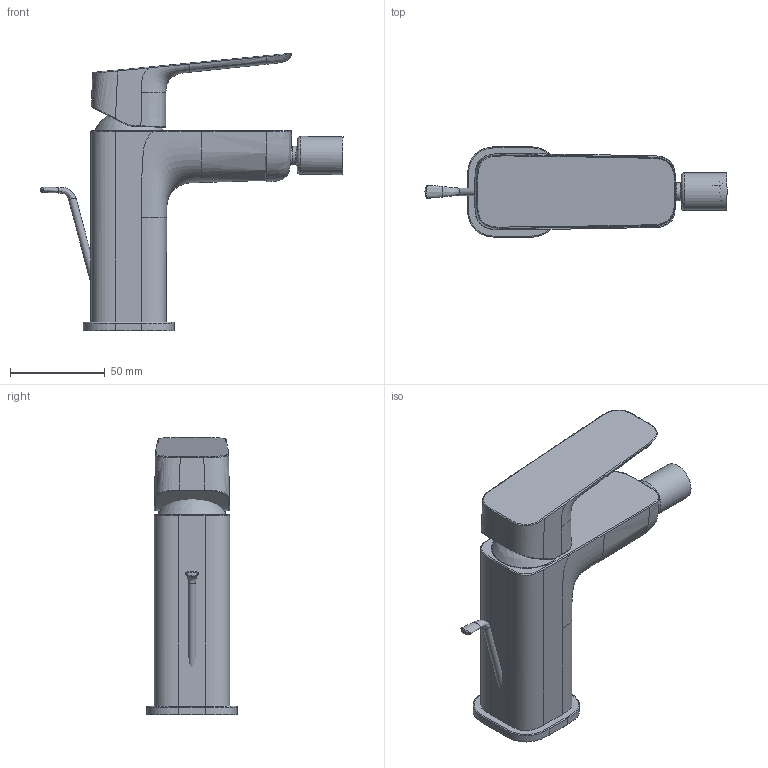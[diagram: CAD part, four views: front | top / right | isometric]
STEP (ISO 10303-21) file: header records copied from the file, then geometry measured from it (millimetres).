
FILE_DESCRIPTION(/* description */ ('Unknown'),/* implementation_level */ '2;1');
FILE_NAME(/* name */ '1018100000',/* time_stamp */ '2024-01-16T11:08:55+01:00',/* author */ ('Unknown'),/* organization */ ('GROHE AG'),/* preprocessor_version */ 'ST-DEVELOPER v16.7',/* originating_system */ 'DEX',/* authorisation */ $);
FILE_SCHEMA (('AUTOMOTIVE_DESIGN {1 0 10303 214 3 1 1}'));
Length unit declared in the file: millimetre
Products named in the file (9): Asm7; 1018100000_OHM_BIDET_OHM_BIDET_100347395_oa_0; 418507038_GEH_EHM_BI_OHM_BIDET_100321060; 418708038_HEBEL_EHM-_OHM_LEVER_100340567; A4222472_KAPPE_01014436; 418676038_ROSETTE_ROSETTE_100328681_oa_1; 65936PD6_STANGE_ZUG_LIFT_ROD_100231522_oa_2; A4223200_Gelenk__Ku_BALL_JOINT_01066153_oa_3; A4223201_Gelenk__Ku_BALL_JOINT_01066151
Assembly tree (8 placements, depth 4):
  Asm7
    1018100000_OHM_BIDET_OHM_BIDET_100347395_oa_0
      418507038_GEH_EHM_BI_OHM_BIDET_100321060
      418708038_HEBEL_EHM-_OHM_LEVER_100340567
      A4222472_KAPPE_01014436
      418676038_ROSETTE_ROSETTE_100328681_oa_1
      65936PD6_STANGE_ZUG_LIFT_ROD_100231522_oa_2
      A4223200_Gelenk__Ku_BALL_JOINT_01066153_oa_3
        A4223201_Gelenk__Ku_BALL_JOINT_01066151
Bounding box: 159.73 x 48 x 146.61 mm (x, y, z)
Volume: 284712.5 mm3; surface area: 51920 mm2
Topology: 6 solids, 7 shells, 132 faces, 322 edges, 208 vertices
Faces by surface type: cylinder 42, bspline 40, plane 27, torus 15, cone 6, sphere 2
Full cylindrical faces by diameter (mm): 4 x1, 9.5 x1, 11.45 x1, 14.7 x1, 17 x1, 17.2 x1, 17.575 x4, 18.6 x2, 18.75 x5, 18.8 x1, 20 x1, 29.5 x1, 34.8 x1, 36.9 x2
Entity records: 13336 total; most frequent: CARTESIAN_POINT 10936, ORIENTED_EDGE 468, DIRECTION 338, EDGE_CURVE 234, VERTEX_POINT 171, EDGE_LOOP 171, FACE_BOUND 171, AXIS2_PLACEMENT_3D 164
